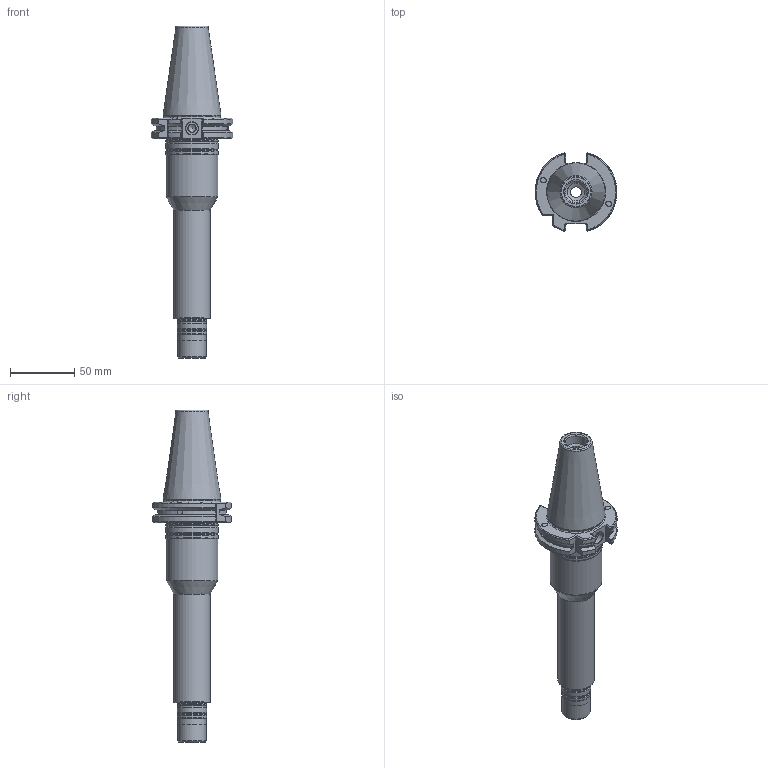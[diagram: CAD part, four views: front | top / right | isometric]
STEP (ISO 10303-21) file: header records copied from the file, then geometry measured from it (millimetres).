
FILE_DESCRIPTION(/* description */ (''),/* implementation_level */ '2;1');
FILE_NAME(/* name */ '424011693.stp',/* time_stamp */ '2021-01-08T12:43:48',/* author */ ('LRA'),/* organization */ ('REGO-FIX'),/* preprocessor_version */ ' Unknown',/* originating_system */ 'SIEMENS PLM Software Solid Edge ST10',/* authorization */ 'Unknown');
FILE_SCHEMA (('AUTOMOTIVE_DESIGN { 1 0 10303 214 2 1 1}'));
Length unit declared in the file: millimetre
Products named in the file (1): NOCUT
Bounding box: 63.65 x 61.24 x 258.15 mm (x, y, z)
Volume: 422014.6 mm3; surface area: 86653.2 mm2
Topology: 2 solids, 2 shells, 311 faces, 817 edges, 508 vertices
Faces by surface type: cylinder 101, cone 89, plane 85, torus 36
Full cylindrical faces by diameter (mm): 3.242 x4, 3.5 x5, 3.9 x2, 6 x2, 8.376 x2, 10 x2, 10.5 x2, 13.834 x2, 13.835 x2, 16.7 x1, 17 x1, 22 x2, 22.3 x1, 22.5 x3, 22.8 x3, 28 x1, 28.3 x1, 40 x1, 40.3 x1, 40.5 x3, 40.8 x3
Entity records: 11023 total; most frequent: CARTESIAN_POINT 2037, DIRECTION 1386, ORIENTED_EDGE 1286, EDGE_CURVE 643, AXIS2_PLACEMENT_3D 586, VERTEX_POINT 474, FACE_BOUND 461, EDGE_LOOP 452
